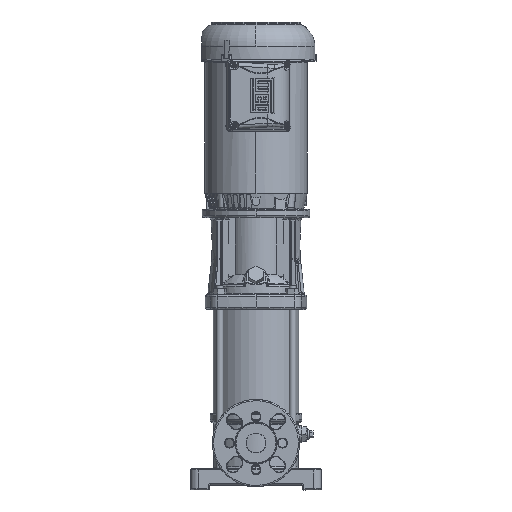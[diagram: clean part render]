
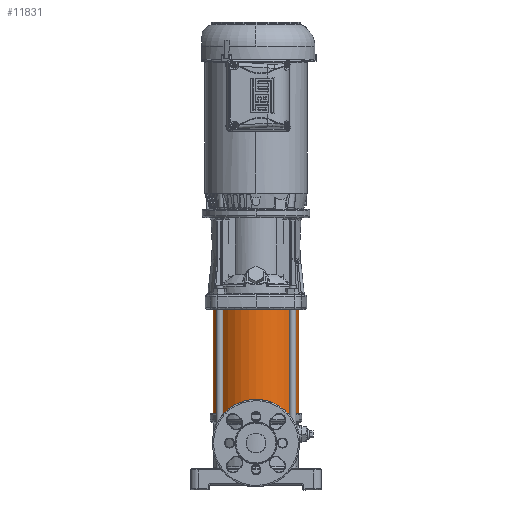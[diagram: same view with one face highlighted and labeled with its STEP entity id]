
A CAD part, top view. The second image highlights one B-rep face of the part: STEP entity #11831.
In plain terms, the highlighted cylindrical face has radius 68.75 mm (diameter 137.5 mm), a partial arc.
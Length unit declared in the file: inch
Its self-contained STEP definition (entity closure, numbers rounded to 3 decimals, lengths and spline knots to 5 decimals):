
#675 = CARTESIAN_POINT ( 'NONE',  ( 0., 1.85827, 0. ) ) ;
#695 = CARTESIAN_POINT ( 'NONE',  ( 0., 7.0748, -2.70669 ) ) ;
#1333 = ORIENTED_EDGE ( 'NONE', *, *, #59475, .F. ) ;
#1694 = DIRECTION ( 'NONE',  ( 0., 0., 1. ) ) ;
#8917 = CARTESIAN_POINT ( 'NONE',  ( 0., 8.44488, 2.70669 ) ) ;
#10341 = DIRECTION ( 'NONE',  ( 0., 0., -1. ) ) ;
#11796 = VECTOR ( 'NONE', #95906, 39.37008 ) ;
#11831 = ADVANCED_FACE ( 'NONE', ( #36066 ), #45075, .T. ) ;
#24679 = CARTESIAN_POINT ( 'NONE',  ( 0., 1.85827, 2.70669 ) ) ;
#25165 = AXIS2_PLACEMENT_3D ( 'NONE', #26154, #60550, #10341 ) ;
#26154 = CARTESIAN_POINT ( 'NONE',  ( 0., 8.44488, 0. ) ) ;
#26842 = CARTESIAN_POINT ( 'NONE',  ( 0., 7.0748, 2.70669 ) ) ;
#31503 = ORIENTED_EDGE ( 'NONE', *, *, #70184, .T. ) ;
#34166 = VECTOR ( 'NONE', #52801, 39.37008 ) ;
#36066 = FACE_OUTER_BOUND ( 'NONE', #67274, .T. ) ;
#37237 = VERTEX_POINT ( 'NONE', #24679 ) ;
#37813 = AXIS2_PLACEMENT_3D ( 'NONE', #68807, #60904, #1694 ) ;
#42295 = CARTESIAN_POINT ( 'NONE',  ( 0., 1.85827, -2.70669 ) ) ;
#45075 = CYLINDRICAL_SURFACE ( 'NONE', #37813, 2.70669 ) ;
#48341 = EDGE_CURVE ( 'NONE', #37237, #66990, #70255, .T. ) ;
#52801 = DIRECTION ( 'NONE',  ( 0., 1., 0. ) ) ;
#53639 = DIRECTION ( 'NONE',  ( 0., 1., 0. ) ) ;
#59475 = EDGE_CURVE ( 'NONE', #70583, #63940, #61551, .T. ) ;
#60550 = DIRECTION ( 'NONE',  ( 0., -1., 0. ) ) ;
#60904 = DIRECTION ( 'NONE',  ( 0., 1., 0. ) ) ;
#61551 = LINE ( 'NONE', #695, #11796 ) ;
#63940 = VERTEX_POINT ( 'NONE', #77293 ) ;
#66990 = VERTEX_POINT ( 'NONE', #8917 ) ;
#67274 = EDGE_LOOP ( 'NONE', ( #1333, #71019, #96148, #31503 ) ) ;
#68807 = CARTESIAN_POINT ( 'NONE',  ( 0., 7.0748, 0. ) ) ;
#70184 = EDGE_CURVE ( 'NONE', #66990, #63940, #102825, .T. ) ;
#70255 = LINE ( 'NONE', #26842, #34166 ) ;
#70583 = VERTEX_POINT ( 'NONE', #42295 ) ;
#71019 = ORIENTED_EDGE ( 'NONE', *, *, #79146, .T. ) ;
#77293 = CARTESIAN_POINT ( 'NONE',  ( 0., 8.44488, -2.70669 ) ) ;
#79146 = EDGE_CURVE ( 'NONE', #70583, #37237, #81698, .T. ) ;
#81698 = CIRCLE ( 'NONE', #88854, 2.70669 ) ;
#88854 = AXIS2_PLACEMENT_3D ( 'NONE', #675, #53639, #96981 ) ;
#95906 = DIRECTION ( 'NONE',  ( 0., 1., 0. ) ) ;
#96148 = ORIENTED_EDGE ( 'NONE', *, *, #48341, .T. ) ;
#96981 = DIRECTION ( 'NONE',  ( 0., 0., 1. ) ) ;
#102825 = CIRCLE ( 'NONE', #25165, 2.70669 ) ;
